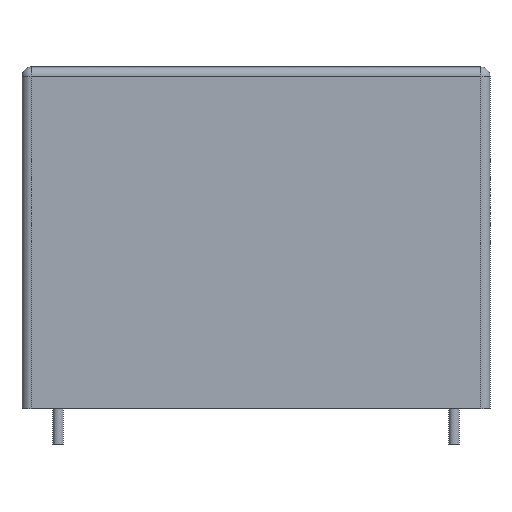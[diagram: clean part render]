
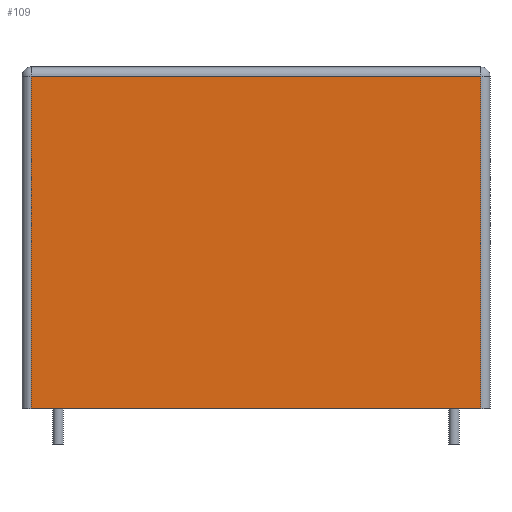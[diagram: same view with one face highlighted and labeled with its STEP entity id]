
A CAD part, front view. The second image highlights one B-rep face of the part: STEP entity #109.
In plain terms, the highlighted planar face has unit normal (0, -1, 0).
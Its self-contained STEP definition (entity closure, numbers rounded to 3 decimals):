
#102 = VERTEX_POINT ( 'NONE', #373 ) ;
#103 = ORIENTED_EDGE ( 'NONE', *, *, #223, .T. ) ;
#104 = EDGE_CURVE ( 'NONE', #102, #222, #372, .T. ) ;
#105 = ORIENTED_EDGE ( 'NONE', *, *, #104, .T. ) ;
#106 = EDGE_CURVE ( 'NONE', #172, #102, #368, .T. ) ;
#109 = ADVANCED_FACE ( 'NONE', ( #442 ), #357, .F. ) ;
#110 = ORIENTED_EDGE ( 'NONE', *, *, #238, .T. ) ;
#111 = ORIENTED_EDGE ( 'NONE', *, *, #106, .T. ) ;
#120 = EDGE_LOOP ( 'NONE', ( #110, #111, #105, #103 ) ) ;
#172 = VERTEX_POINT ( 'NONE', #502 ) ;
#222 = VERTEX_POINT ( 'NONE', #713 ) ;
#223 = EDGE_CURVE ( 'NONE', #222, #239, #711, .T. ) ;
#238 = EDGE_CURVE ( 'NONE', #239, #172, #941, .T. ) ;
#239 = VERTEX_POINT ( 'NONE', #937 ) ;
#353 = DIRECTION ( 'NONE',  ( 0., 0., 1. ) ) ;
#354 = DIRECTION ( 'NONE',  ( 0., 1., 0. ) ) ;
#355 = CARTESIAN_POINT ( 'NONE',  ( -13., -5., 19. ) ) ;
#356 = AXIS2_PLACEMENT_3D ( 'NONE', #355, #354, #353 ) ;
#357 = PLANE ( 'NONE',  #356 ) ;
#365 = DIRECTION ( 'NONE',  ( 0., 0., 1. ) ) ;
#366 = VECTOR ( 'NONE', #365, 1000. ) ;
#367 = CARTESIAN_POINT ( 'NONE',  ( 12.5, -5., 19. ) ) ;
#368 = LINE ( 'NONE', #367, #366 ) ;
#369 = DIRECTION ( 'NONE',  ( -1., 0., 0. ) ) ;
#370 = VECTOR ( 'NONE', #369, 1000. ) ;
#371 = CARTESIAN_POINT ( 'NONE',  ( -13., -5., 18.5 ) ) ;
#372 = LINE ( 'NONE', #371, #370 ) ;
#373 = CARTESIAN_POINT ( 'NONE',  ( 12.5, -5., 18.5 ) ) ;
#442 = FACE_OUTER_BOUND ( 'NONE', #120, .T. ) ;
#502 = CARTESIAN_POINT ( 'NONE',  ( 12.5, -5., 0. ) ) ;
#708 = DIRECTION ( 'NONE',  ( 0., 0., -1. ) ) ;
#709 = VECTOR ( 'NONE', #708, 1000. ) ;
#710 = CARTESIAN_POINT ( 'NONE',  ( -12.5, -5., 19. ) ) ;
#711 = LINE ( 'NONE', #710, #709 ) ;
#713 = CARTESIAN_POINT ( 'NONE',  ( -12.5, -5., 18.5 ) ) ;
#937 = CARTESIAN_POINT ( 'NONE',  ( -12.5, -5., 0. ) ) ;
#938 = DIRECTION ( 'NONE',  ( 1., 0., 0. ) ) ;
#939 = VECTOR ( 'NONE', #938, 1000. ) ;
#940 = CARTESIAN_POINT ( 'NONE',  ( -13., -5., 0. ) ) ;
#941 = LINE ( 'NONE', #940, #939 ) ;
